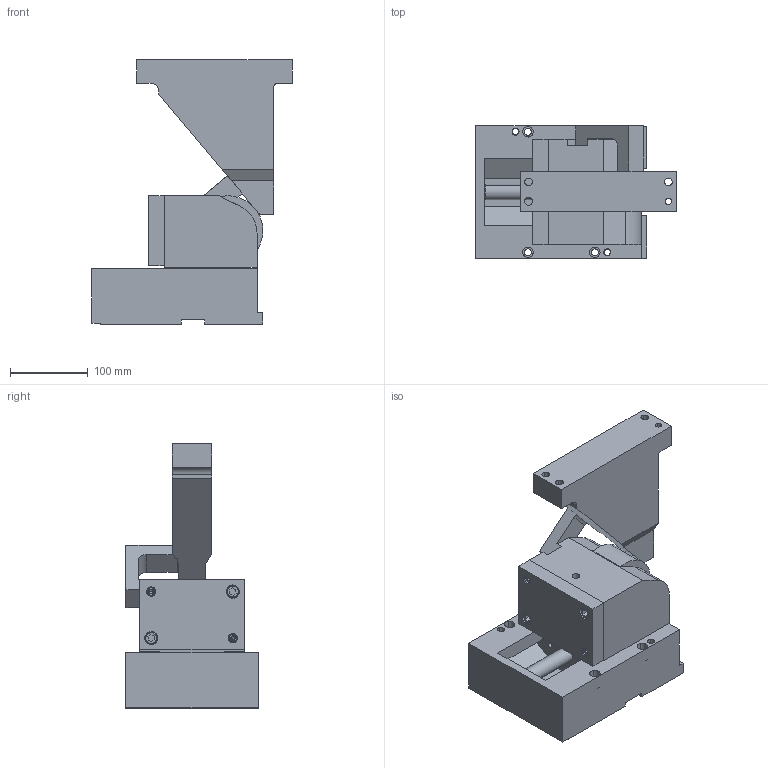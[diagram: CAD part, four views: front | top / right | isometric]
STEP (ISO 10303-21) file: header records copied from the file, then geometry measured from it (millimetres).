
FILE_DESCRIPTION(('CATIA V5 STEP Exchange'),'2;1');
FILE_NAME('CRCN_15000_80_ACCESSORIES.stp','2015-05-04T12:25:29+00:00',('none'),('none'),'CATIA Version 5 Release 20 GA (IN-10)','CATIA V5 STEP AP203','none');
FILE_SCHEMA(('CONFIG_CONTROL_DESIGN'));
Length unit declared in the file: millimetre
Products named in the file (1): CRCN_15000_80_ACCESSORIES
Assembly tree (3 placements, depth 2):
  CRCN_15000_80_ACCESSORIES
    #58
    #10410
    #11518
Bounding box: 257.63 x 170 x 340 mm (x, y, z)
Volume: 4864165.4 mm3; surface area: 458919 mm2
Topology: 6 solids, 23 shells, 435 faces, 1047 edges, 662 vertices
Faces by surface type: plane 194, cylinder 162, cone 68, torus 7, sphere 4
Entity records: 12109 total; most frequent: CARTESIAN_POINT 2570, ORIENTED_EDGE 2034, DIRECTION 1614, EDGE_CURVE 1017, AXIS2_PLACEMENT_3D 693, VERTEX_POINT 662, VECTOR 597, LINE 597
